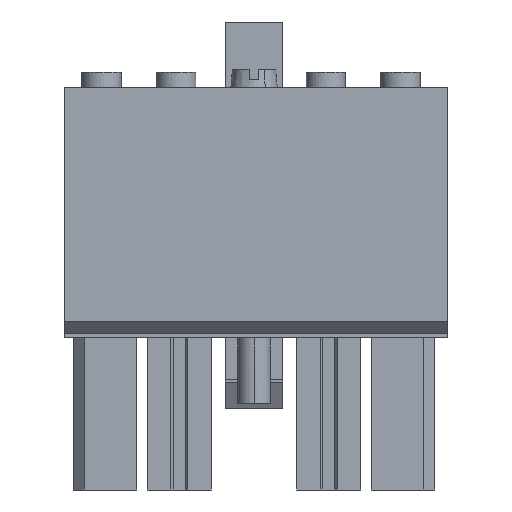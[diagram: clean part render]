
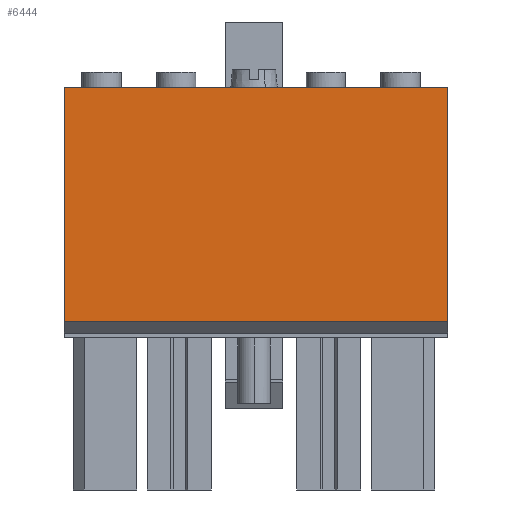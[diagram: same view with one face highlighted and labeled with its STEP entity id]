
A CAD part, front view. The second image highlights one B-rep face of the part: STEP entity #6444.
In plain terms, the highlighted planar face has unit normal (0, -1, 0).
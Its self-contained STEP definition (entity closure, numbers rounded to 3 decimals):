
#6431=AXIS2_PLACEMENT_3D('Plane Axis2P3D',#6428,#6429,#6430) ;
#4567=CARTESIAN_POINT('Vertex',(39.1,0.,41.05)) ;
#4583=CARTESIAN_POINT('Vertex',(0.,0.,41.05)) ;
#4586=CARTESIAN_POINT('Line Origine',(19.55,0.,41.05)) ;
#5717=CARTESIAN_POINT('Vertex',(39.1,0.,17.2)) ;
#5767=CARTESIAN_POINT('Line Origine',(39.1,0.,29.125)) ;
#6360=CARTESIAN_POINT('Line Origine',(0.,0.,29.125)) ;
#6364=CARTESIAN_POINT('Vertex',(0.,0.,17.2)) ;
#6428=CARTESIAN_POINT('Axis2P3D Location',(0.,0.,17.2)) ;
#6433=CARTESIAN_POINT('Line Origine',(19.55,0.,17.2)) ;
#4587=DIRECTION('Vector Direction',(1.,0.,0.)) ;
#5768=DIRECTION('Vector Direction',(0.,0.,1.)) ;
#6361=DIRECTION('Vector Direction',(0.,0.,1.)) ;
#6429=DIRECTION('Axis2P3D Direction',(0.,1.,0.)) ;
#6430=DIRECTION('Axis2P3D XDirection',(0.,0.,1.)) ;
#6434=DIRECTION('Vector Direction',(1.,0.,0.)) ;
#4588=VECTOR('Line Direction',#4587,1.) ;
#5769=VECTOR('Line Direction',#5768,1.) ;
#6362=VECTOR('Line Direction',#6361,1.) ;
#6435=VECTOR('Line Direction',#6434,1.) ;
#6439=ORIENTED_EDGE('',*,*,#5771,.T.) ;
#6440=ORIENTED_EDGE('',*,*,#4590,.F.) ;
#6441=ORIENTED_EDGE('',*,*,#6366,.F.) ;
#6442=ORIENTED_EDGE('',*,*,#6437,.T.) ;
#6444=ADVANCED_FACE('HOUSING',(#6443),#6432,.F.) ;
#4590=EDGE_CURVE('',#4584,#4568,#4589,.T.) ;
#5771=EDGE_CURVE('',#5718,#4568,#5770,.T.) ;
#6366=EDGE_CURVE('',#6365,#4584,#6363,.T.) ;
#6437=EDGE_CURVE('',#6365,#5718,#6436,.T.) ;
#6438=EDGE_LOOP('',(#6439,#6440,#6441,#6442)) ;
#6443=FACE_OUTER_BOUND('',#6438,.T.) ;
#4589=LINE('Line',#4586,#4588) ;
#5770=LINE('Line',#5767,#5769) ;
#6363=LINE('Line',#6360,#6362) ;
#6436=LINE('Line',#6433,#6435) ;
#6432=PLANE('',#6431) ;
#4568=VERTEX_POINT('',#4567) ;
#4584=VERTEX_POINT('',#4583) ;
#5718=VERTEX_POINT('',#5717) ;
#6365=VERTEX_POINT('',#6364) ;
